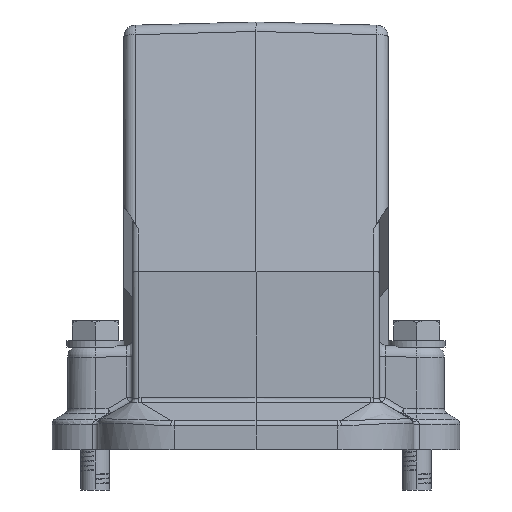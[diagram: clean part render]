
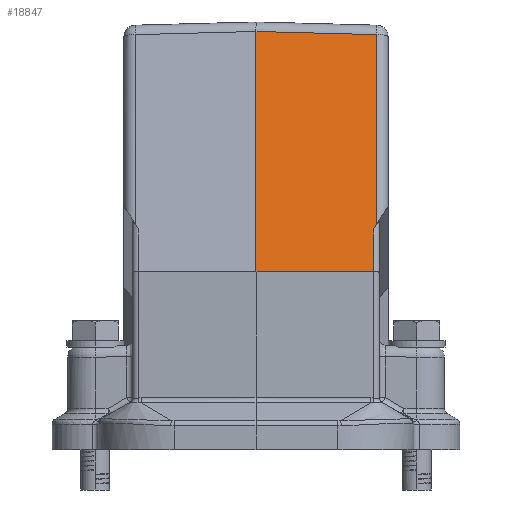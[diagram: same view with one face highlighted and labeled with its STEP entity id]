
A CAD part, left-side view. The second image highlights one B-rep face of the part: STEP entity #18847.
In plain terms, the highlighted planar face has unit normal (-0.985, -0.026, 0.174).
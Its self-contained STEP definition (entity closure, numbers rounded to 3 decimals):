
#1778=DIRECTION('',(-0.026,1.,0.002));
#1779=VECTOR('',#1778,20.533);
#1780=CARTESIAN_POINT('',(-46.213,-20.526,
19.503));
#1781=LINE('',#1780,#1779);
#1782=DIRECTION('',(0.022,-0.999,-0.026));
#1783=VECTOR('',#1782,21.065);
#1784=CARTESIAN_POINT('',(-39.38,0.,
61.347));
#1785=LINE('',#1784,#1783);
#1795=DIRECTION('',(0.174,0.,0.985));
#1796=VECTOR('',#1795,7.579);
#1797=CARTESIAN_POINT('',(-46.213,-20.526,
19.503));
#1798=LINE('',#1797,#1796);
#1808=DIRECTION('',(0.164,-0.495,0.853));
#1809=VECTOR('',#1808,1.063);
#1810=CARTESIAN_POINT('',(-44.896,-20.526,
26.967));
#1811=LINE('',#1810,#1809);
#2692=DIRECTION('',(0.174,0.,0.985));
#2693=VECTOR('',#2692,33.43);
#2694=CARTESIAN_POINT('',(-44.723,-21.052,
27.873));
#2695=LINE('',#2694,#2693);
#8725=DIRECTION('',(-0.174,0.,-0.985));
#8726=VECTOR('',#8725,42.441);
#8727=CARTESIAN_POINT('',(-39.38,0.,
61.347));
#8728=LINE('',#8727,#8726);
#13103=CARTESIAN_POINT('',(-46.75,0.,19.55));
#13104=VERTEX_POINT('',#13103);
#13446=CARTESIAN_POINT('',(-46.213,-20.526,
19.503));
#13447=VERTEX_POINT('',#13446);
#13450=CARTESIAN_POINT('',(-39.38,0.,
61.347));
#13451=VERTEX_POINT('',#13450);
#13452=CARTESIAN_POINT('',(-38.918,-21.052,
60.795));
#13453=VERTEX_POINT('',#13452);
#13454=CARTESIAN_POINT('',(-44.896,-20.526,
26.967));
#13455=CARTESIAN_POINT('',(-44.723,-21.052,
27.873));
#13456=VERTEX_POINT('',#13454);
#13457=VERTEX_POINT('',#13455);
#18829=CARTESIAN_POINT('',(-42.794,-10.526,
40.4));
#18830=DIRECTION('',(0.984,0.026,-0.174));
#18831=DIRECTION('',(0.174,0.,0.985));
#18832=AXIS2_PLACEMENT_3D('',#18829,#18830,#18831);
#18833=PLANE('',#18832);
#18835=ORIENTED_EDGE('',*,*,#18834,.F.);
#18836=ORIENTED_EDGE('',*,*,#18823,.T.);
#18838=ORIENTED_EDGE('',*,*,#18837,.F.);
#18840=ORIENTED_EDGE('',*,*,#18839,.T.);
#18842=ORIENTED_EDGE('',*,*,#18841,.F.);
#18844=ORIENTED_EDGE('',*,*,#18843,.F.);
#18845=EDGE_LOOP('',(#18835,#18836,#18838,#18840,#18842,#18844));
#18846=FACE_OUTER_BOUND('',#18845,.F.);
#18847=ADVANCED_FACE('',(#18846),#18833,.F.);
#18823=EDGE_CURVE('',#13447,#13104,#1781,.T.);
#18834=EDGE_CURVE('',#13447,#13456,#1798,.T.);
#18837=EDGE_CURVE('',#13451,#13104,#8728,.T.);
#18839=EDGE_CURVE('',#13451,#13453,#1785,.T.);
#18841=EDGE_CURVE('',#13457,#13453,#2695,.T.);
#18843=EDGE_CURVE('',#13456,#13457,#1811,.T.);
